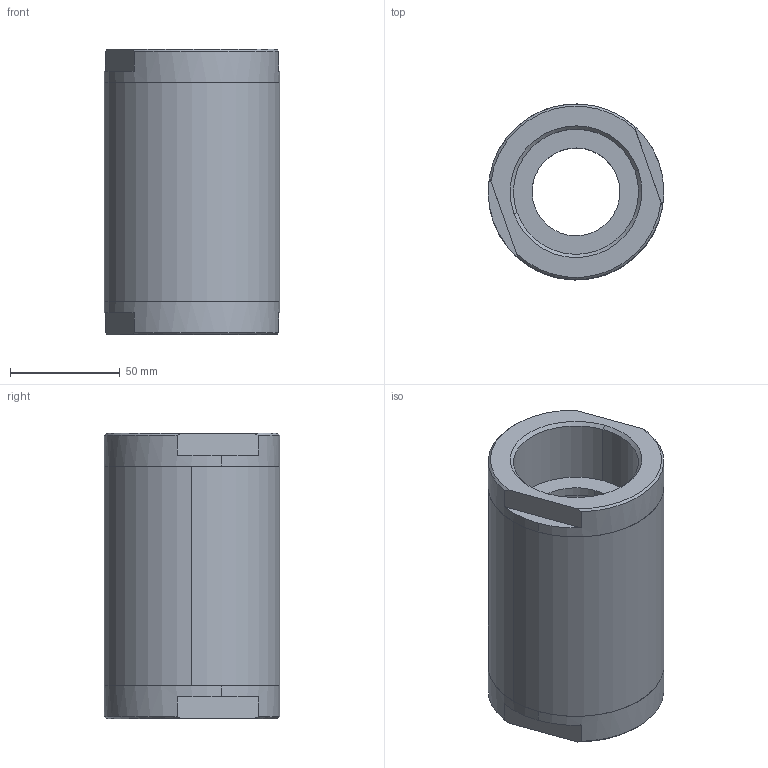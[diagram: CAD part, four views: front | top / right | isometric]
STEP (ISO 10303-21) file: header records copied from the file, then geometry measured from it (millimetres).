
FILE_DESCRIPTION (( 'STEP AP214' ), '1' );
FILE_NAME ('1707808 Hoseguard 2 Zoll (Webzeichnung).STEP', '2014-11-25T15:50:02', ( 'W8' ), ( '' ), 'SwSTEP 2.0', 'SolidWorks 2014', '' );
FILE_SCHEMA (( 'AUTOMOTIVE_DESIGN' ));
Length unit declared in the file: millimetre
Products named in the file (3): 1711111 281 A 694 2 GEHÄUSE BLAU; 1711112 281 A 696 2 DECKEL BLAU_01; 1707808 Hoseguard 2 Zoll (Webzeichnung)
Assembly tree (3 placements, depth 2):
  1707808 Hoseguard 2 Zoll (Webzeichnung)
    1711111 281 A 694 2 GEHÄUSE BLAU
    1711112 281 A 696 2 DECKEL BLAU_01  x2
Bounding box: 80 x 80 x 130 mm (x, y, z)
Volume: 252588.7 mm3; surface area: 92739.9 mm2
Topology: 3 solids, 3 shells, 74 faces, 160 edges, 96 vertices
Faces by surface type: cylinder 32, cone 24, plane 18
Entity records: 1627 total; most frequent: DIRECTION 260, CARTESIAN_POINT 228, ORIENTED_EDGE 204, AXIS2_PLACEMENT_3D 108, EDGE_CURVE 102, VERTEX_POINT 60, EDGE_LOOP 54, CIRCLE 54
